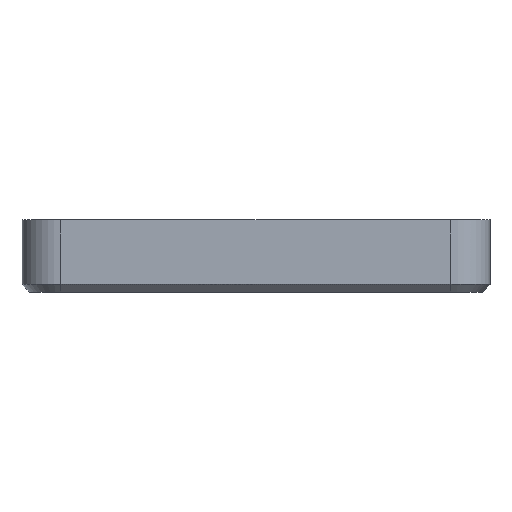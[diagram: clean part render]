
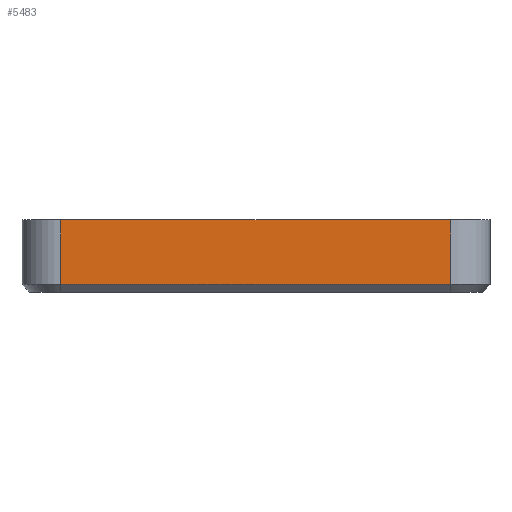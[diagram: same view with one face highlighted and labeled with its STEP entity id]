
A CAD part, front view. The second image highlights one B-rep face of the part: STEP entity #5483.
In plain terms, the highlighted planar face has unit normal (0, -1, 0).
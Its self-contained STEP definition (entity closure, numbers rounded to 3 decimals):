
#658=FACE_OUTER_BOUND('',#1031,.T.);
#1031=EDGE_LOOP('',(#4838,#4839,#4840,#4841));
#1270=LINE('',#8145,#1831);
#1597=LINE('',#9126,#2158);
#1598=LINE('',#9130,#2159);
#1599=LINE('',#9131,#2160);
#1831=VECTOR('',#6512,10.);
#2158=VECTOR('',#7433,10.);
#2159=VECTOR('',#7438,10.);
#2160=VECTOR('',#7439,10.);
#2422=VERTEX_POINT('',#8142);
#2423=VERTEX_POINT('',#8144);
#2664=VERTEX_POINT('',#9125);
#2665=VERTEX_POINT('',#9129);
#2960=EDGE_CURVE('',#2423,#2422,#1270,.T.);
#3402=EDGE_CURVE('',#2423,#2664,#1597,.T.);
#3404=EDGE_CURVE('',#2665,#2422,#1598,.T.);
#3405=EDGE_CURVE('',#2664,#2665,#1599,.T.);
#4838=ORIENTED_EDGE('',*,*,#2960,.T.);
#4839=ORIENTED_EDGE('',*,*,#3404,.F.);
#4840=ORIENTED_EDGE('',*,*,#3405,.F.);
#4841=ORIENTED_EDGE('',*,*,#3402,.F.);
#5191=PLANE('',#5971);
#5483=ADVANCED_FACE('',(#658),#5191,.T.);
#5971=AXIS2_PLACEMENT_3D('',#9128,#7436,#7437);
#6512=DIRECTION('',(-1.,0.,0.));
#7433=DIRECTION('',(0.,0.,-1.));
#7436=DIRECTION('center_axis',(0.,-1.,0.));
#7437=DIRECTION('ref_axis',(1.,0.,0.));
#7438=DIRECTION('',(0.,0.,1.));
#7439=DIRECTION('',(-1.,0.,0.));
#8142=CARTESIAN_POINT('',(147.625,-10.,18.5));
#8144=CARTESIAN_POINT('',(247.625,-10.,18.5));
#8145=CARTESIAN_POINT('',(167.625,-10.,18.5));
#9125=CARTESIAN_POINT('',(247.625,-10.,2.));
#9126=CARTESIAN_POINT('',(247.625,-10.,0.));
#9128=CARTESIAN_POINT('Origin',(137.625,-10.,0.));
#9129=CARTESIAN_POINT('',(147.625,-10.,2.));
#9130=CARTESIAN_POINT('',(147.625,-10.,0.));
#9131=CARTESIAN_POINT('',(167.625,-10.,2.));
